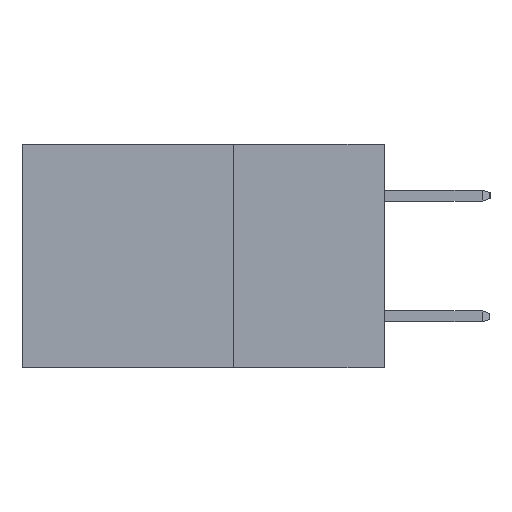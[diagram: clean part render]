
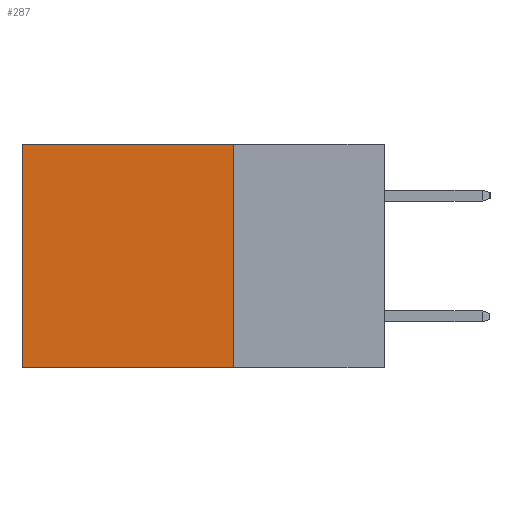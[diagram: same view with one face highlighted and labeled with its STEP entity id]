
A CAD part, left-side view. The second image highlights one B-rep face of the part: STEP entity #287.
In plain terms, the highlighted planar face has unit normal (-1, 0, 0).
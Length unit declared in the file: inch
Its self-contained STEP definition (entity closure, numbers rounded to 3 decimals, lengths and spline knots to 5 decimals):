
#287 = ADVANCED_FACE ( 'NONE', ( #5533 ), #2342, .F. ) ;
#1371 = VERTEX_POINT ( 'NONE', #13931 ) ;
#2342 = PLANE ( 'NONE',  #7453 ) ;
#2942 = DIRECTION ( 'NONE',  ( 0., 0., -1. ) ) ;
#2982 = CARTESIAN_POINT ( 'NONE',  ( 0.298, 0.25, 0. ) ) ;
#3649 = DIRECTION ( 'NONE',  ( 0., 0., -1. ) ) ;
#3655 = ORIENTED_EDGE ( 'NONE', *, *, #5595, .T. ) ;
#3963 = CARTESIAN_POINT ( 'NONE',  ( 0.298, 0.25, 0. ) ) ;
#4580 = VECTOR ( 'NONE', #8795, 39.37008 ) ;
#5533 = FACE_OUTER_BOUND ( 'NONE', #11011, .T. ) ;
#5595 = EDGE_CURVE ( 'NONE', #10876, #13865, #10532, .T. ) ;
#6268 = CARTESIAN_POINT ( 'NONE',  ( 0.298, 0.6, 0. ) ) ;
#6793 = CARTESIAN_POINT ( 'NONE',  ( 0.298, 0.6, -0.37 ) ) ;
#7237 = DIRECTION ( 'NONE',  ( 1., 0., 0. ) ) ;
#7453 = AXIS2_PLACEMENT_3D ( 'NONE', #2982, #7237, #2942 ) ;
#7534 = DIRECTION ( 'NONE',  ( 0., 0., -1. ) ) ;
#7936 = LINE ( 'NONE', #6268, #14494 ) ;
#8040 = CARTESIAN_POINT ( 'NONE',  ( 0.298, 0.6, 0. ) ) ;
#8139 = EDGE_CURVE ( 'NONE', #1371, #15776, #11663, .T. ) ;
#8795 = DIRECTION ( 'NONE',  ( 0., 1., 0. ) ) ;
#8894 = ORIENTED_EDGE ( 'NONE', *, *, #9199, .F. ) ;
#9199 = EDGE_CURVE ( 'NONE', #10876, #1371, #9972, .T. ) ;
#9972 = LINE ( 'NONE', #3963, #15625 ) ;
#10093 = VECTOR ( 'NONE', #16331, 39.37008 ) ;
#10532 = LINE ( 'NONE', #13596, #10093 ) ;
#10876 = VERTEX_POINT ( 'NONE', #13556 ) ;
#11011 = EDGE_LOOP ( 'NONE', ( #11753, #16425, #8894, #3655 ) ) ;
#11663 = LINE ( 'NONE', #16150, #4580 ) ;
#11753 = ORIENTED_EDGE ( 'NONE', *, *, #16170, .T. ) ;
#13556 = CARTESIAN_POINT ( 'NONE',  ( 0.298, 0.25, 0. ) ) ;
#13596 = CARTESIAN_POINT ( 'NONE',  ( 0.298, 0.25, 0. ) ) ;
#13865 = VERTEX_POINT ( 'NONE', #8040 ) ;
#13931 = CARTESIAN_POINT ( 'NONE',  ( 0.298, 0.25, -0.37 ) ) ;
#14494 = VECTOR ( 'NONE', #7534, 39.37008 ) ;
#15625 = VECTOR ( 'NONE', #3649, 39.37008 ) ;
#15776 = VERTEX_POINT ( 'NONE', #6793 ) ;
#16150 = CARTESIAN_POINT ( 'NONE',  ( 0.298, 0.25, -0.37 ) ) ;
#16170 = EDGE_CURVE ( 'NONE', #13865, #15776, #7936, .T. ) ;
#16331 = DIRECTION ( 'NONE',  ( 0., 1., 0. ) ) ;
#16425 = ORIENTED_EDGE ( 'NONE', *, *, #8139, .F. ) ;
